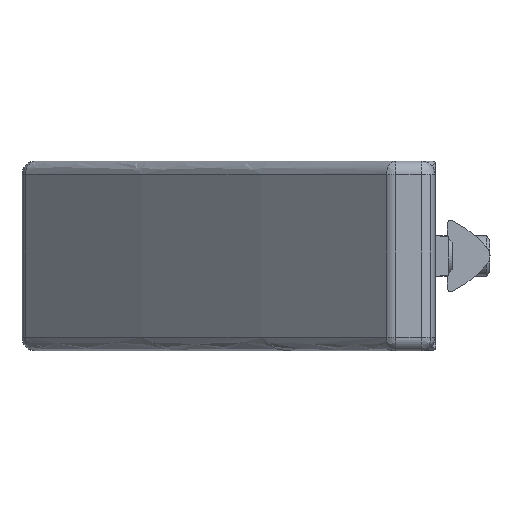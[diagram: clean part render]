
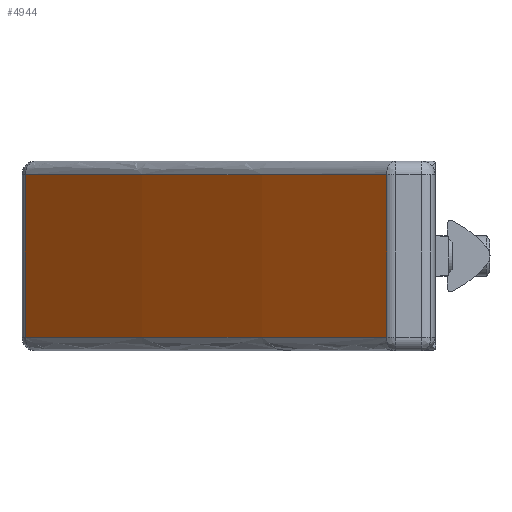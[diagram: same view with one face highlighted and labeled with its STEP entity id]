
A CAD part, left-side view. The second image highlights one B-rep face of the part: STEP entity #4944.
In plain terms, the highlighted cylindrical face has radius 738.043 mm (diameter 1476.09 mm), a partial arc.
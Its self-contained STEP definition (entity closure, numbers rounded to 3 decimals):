
#1674 = EDGE_LOOP ( 'NONE', ( #4732, #4733, #4734, #4735 ) ) ;
#2688 = VERTEX_POINT ( 'NONE', #9593 ) ;
#2689 = VERTEX_POINT ( 'NONE', #9594 ) ;
#2690 = VERTEX_POINT ( 'NONE', #9595 ) ;
#2691 = VERTEX_POINT ( 'NONE', #9596 ) ;
#4052 = EDGE_CURVE ( 'NONE', #2690, #2691, #10751, .T. ) ;
#4068 = EDGE_CURVE ( 'NONE', #2689, #2690, #10761, .T. ) ;
#4069 = EDGE_CURVE ( 'NONE', #2688, #2689, #10774, .T. ) ;
#4070 = EDGE_CURVE ( 'NONE', #2691, #2688, #10771, .T. ) ;
#4732 = ORIENTED_EDGE ( 'NONE', *, *, #4069, .T. ) ;
#4733 = ORIENTED_EDGE ( 'NONE', *, *, #4068, .T. ) ;
#4734 = ORIENTED_EDGE ( 'NONE', *, *, #4052, .T. ) ;
#4735 = ORIENTED_EDGE ( 'NONE', *, *, #4070, .T. ) ;
#4944 = ADVANCED_FACE ( 'NONE', ( #11079 ), #11082, .T. ) ;
#7161 = AXIS2_PLACEMENT_3D ( 'NONE', #10383, #10385, #10386 ) ;
#7168 = AXIS2_PLACEMENT_3D ( 'NONE', #10427, #10430, #10431 ) ;
#7247 = AXIS2_PLACEMENT_3D ( 'NONE', #11659, #11658, #11657 ) ;
#9593 = CARTESIAN_POINT ( 'NONE',  ( -60.4, 7.256, 11.994 ) ) ;
#9594 = CARTESIAN_POINT ( 'NONE',  ( -7.171, 60.484, 11.994 ) ) ;
#9595 = CARTESIAN_POINT ( 'NONE',  ( -7.171, 60.484, -12.006 ) ) ;
#9596 = CARTESIAN_POINT ( 'NONE',  ( -60.4, 7.256, -12.006 ) ) ;
#10383 = CARTESIAN_POINT ( 'NONE',  ( 487.411, -487.326, -12.006 ) ) ;
#10385 = DIRECTION ( 'NONE',  ( 0., 0., 1. ) ) ;
#10386 = DIRECTION ( 'NONE',  ( -0.707, -0.707, 0. ) ) ;
#10424 = CARTESIAN_POINT ( 'NONE',  ( -7.171, 60.484, 13.994 ) ) ;
#10427 = CARTESIAN_POINT ( 'NONE',  ( 487.411, -487.326, 11.994 ) ) ;
#10428 = DIRECTION ( 'NONE',  ( 0., 0., -1. ) ) ;
#10430 = DIRECTION ( 'NONE',  ( 0., 0., -1. ) ) ;
#10431 = DIRECTION ( 'NONE',  ( -0.707, -0.707, 0. ) ) ;
#10432 = CARTESIAN_POINT ( 'NONE',  ( -60.4, 7.256, 13.994 ) ) ;
#10433 = DIRECTION ( 'NONE',  ( 0., 0., 1. ) ) ;
#10751 = CIRCLE ( 'NONE', #7161, 738.043 ) ;
#10761 = LINE ( 'NONE', #10424, #10772 ) ;
#10767 = VECTOR ( 'NONE', #10433, 1000. ) ;
#10771 = LINE ( 'NONE', #10432, #10767 ) ;
#10772 = VECTOR ( 'NONE', #10428, 1000. ) ;
#10774 = CIRCLE ( 'NONE', #7168, 738.043 ) ;
#11079 = FACE_OUTER_BOUND ( 'NONE', #1674, .T. ) ;
#11082 = CYLINDRICAL_SURFACE ( 'NONE', #7247, 738.043 ) ;
#11657 = DIRECTION ( 'NONE',  ( -0.707, -0.707, 0. ) ) ;
#11658 = DIRECTION ( 'NONE',  ( 0., 0., -1. ) ) ;
#11659 = CARTESIAN_POINT ( 'NONE',  ( 487.411, -487.326, 13.994 ) ) ;
